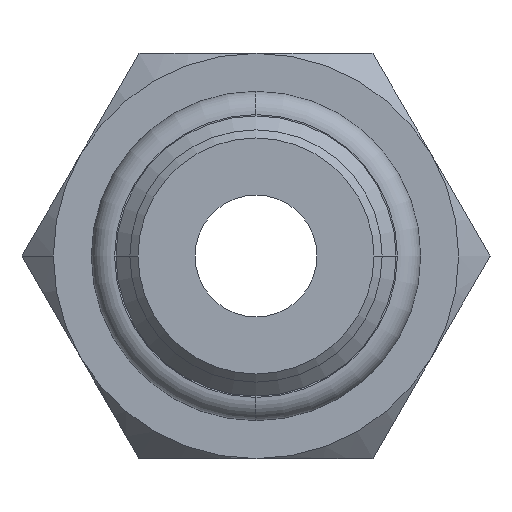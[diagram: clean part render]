
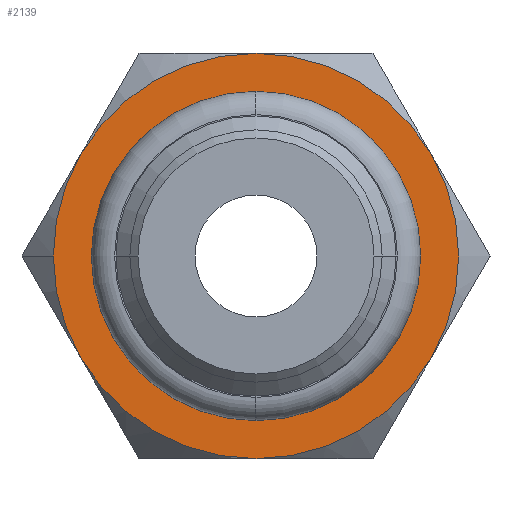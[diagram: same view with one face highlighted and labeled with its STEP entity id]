
A CAD part, left-side view. The second image highlights one B-rep face of the part: STEP entity #2139.
In plain terms, the highlighted planar face has unit normal (-1, 0, 0).
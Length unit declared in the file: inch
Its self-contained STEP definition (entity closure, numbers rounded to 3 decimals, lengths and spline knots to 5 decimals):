
#212=CARTESIAN_POINT('',(0.36,0.,-0.3125));
#326=CARTESIAN_POINT('',(0.36,0.27063,-0.15625));
#440=CARTESIAN_POINT('',(0.36,0.27063,0.15625));
#554=CARTESIAN_POINT('',(0.36,0.,0.3125));
#668=CARTESIAN_POINT('',(0.36,-0.27063,0.15625));
#790=CARTESIAN_POINT('',(0.36,-0.27063,-0.15625));
#1030=CARTESIAN_POINT('',(0.36,0.,0.));
#1031=DIRECTION('',(-1.,0.,0.));
#1032=DIRECTION('',(0.,-0.866,-0.5));
#1033=AXIS2_PLACEMENT_3D('',#1030,#1031,#1032);
#1045=CARTESIAN_POINT('',(0.36,0.,0.));
#1046=DIRECTION('',(-1.,0.,0.));
#1047=DIRECTION('',(0.,1.,0.));
#1048=AXIS2_PLACEMENT_3D('',#1045,#1046,#1047);
#1053=CARTESIAN_POINT('',(0.36,0.,0.));
#1054=DIRECTION('',(1.,0.,0.));
#1055=DIRECTION('',(0.,1.,0.));
#1056=AXIS2_PLACEMENT_3D('',#1053,#1054,#1055);
#1061=CARTESIAN_POINT('',(0.36,0.,0.));
#1062=DIRECTION('',(-1.,0.,0.));
#1063=DIRECTION('',(0.,1.,0.));
#1064=AXIS2_PLACEMENT_3D('',#1061,#1062,#1063);
#1069=CARTESIAN_POINT('',(0.36,0.,0.));
#1070=DIRECTION('',(-1.,0.,0.));
#1071=DIRECTION('',(0.,0.866,0.5));
#1072=AXIS2_PLACEMENT_3D('',#1069,#1070,#1071);
#1077=CARTESIAN_POINT('',(0.36,0.,0.));
#1078=DIRECTION('',(-1.,0.,0.));
#1079=DIRECTION('',(0.,0.,1.));
#1080=AXIS2_PLACEMENT_3D('',#1077,#1078,#1079);
#1085=CARTESIAN_POINT('',(0.36,0.,0.));
#1086=DIRECTION('',(-1.,0.,0.));
#1087=DIRECTION('',(0.,-0.866,0.5));
#1088=AXIS2_PLACEMENT_3D('',#1085,#1086,#1087);
#1093=CARTESIAN_POINT('',(0.36,0.,0.));
#1094=DIRECTION('',(-1.,0.,0.));
#1095=DIRECTION('',(0.,0.,-1.));
#1096=AXIS2_PLACEMENT_3D('',#1093,#1094,#1095);
#1101=CARTESIAN_POINT('',(0.36,0.,0.));
#1102=DIRECTION('',(-1.,0.,0.));
#1103=DIRECTION('',(0.,0.866,-0.5));
#1104=AXIS2_PLACEMENT_3D('',#1101,#1102,#1103);
#1281=CARTESIAN_POINT('',(0.36,0.182,0.));
#1282=VERTEX_POINT('',#1281);
#1289=CARTESIAN_POINT('',(0.36,-0.182,0.));
#1290=VERTEX_POINT('',#1289);
#1348=VERTEX_POINT('',#668);
#1356=VERTEX_POINT('',#790);
#1363=VERTEX_POINT('',#212);
#1370=VERTEX_POINT('',#326);
#1377=VERTEX_POINT('',#440);
#1380=VERTEX_POINT('',#554);
#1381=CARTESIAN_POINT('',(0.36,0.3125,0.));
#1382=VERTEX_POINT('',#1381);
#2118=CARTESIAN_POINT('',(0.36,0.,0.));
#2119=DIRECTION('',(1.,0.,0.));
#2120=DIRECTION('',(0.,-1.,0.));
#2121=AXIS2_PLACEMENT_3D('',#2118,#2119,#2120);
#2122=PLANE('',#2121);
#2124=ORIENTED_EDGE('',*,*,#2123,.F.);
#2125=ORIENTED_EDGE('',*,*,#2111,.F.);
#2126=ORIENTED_EDGE('',*,*,#2100,.F.);
#2127=ORIENTED_EDGE('',*,*,#2087,.F.);
#2128=ORIENTED_EDGE('',*,*,#2062,.F.);
#2129=ORIENTED_EDGE('',*,*,#2076,.F.);
#2130=ORIENTED_EDGE('',*,*,#2052,.F.);
#2131=EDGE_LOOP('',(#2124,#2125,#2126,#2127,#2128,#2129,#2130));
#2132=FACE_OUTER_BOUND('',#2131,.F.);
#2134=ORIENTED_EDGE('',*,*,#2133,.T.);
#2136=ORIENTED_EDGE('',*,*,#2135,.F.);
#2137=EDGE_LOOP('',(#2134,#2136));
#2138=FACE_BOUND('',#2137,.F.);
#1034=CIRCLE('',#1033,0.3125);
#1049=CIRCLE('',#1048,0.182);
#1057=CIRCLE('',#1056,0.182);
#1065=CIRCLE('',#1064,0.3125);
#1073=CIRCLE('',#1072,0.3125);
#1081=CIRCLE('',#1080,0.3125);
#1089=CIRCLE('',#1088,0.3125);
#1097=CIRCLE('',#1096,0.3125);
#1105=CIRCLE('',#1104,0.3125);
#2052=EDGE_CURVE('',#1370,#1363,#1105,.T.);
#2062=EDGE_CURVE('',#1356,#1348,#1034,.T.);
#2076=EDGE_CURVE('',#1363,#1356,#1097,.T.);
#2087=EDGE_CURVE('',#1348,#1380,#1089,.T.);
#2100=EDGE_CURVE('',#1380,#1377,#1081,.T.);
#2111=EDGE_CURVE('',#1377,#1382,#1073,.T.);
#2123=EDGE_CURVE('',#1382,#1370,#1065,.T.);
#2133=EDGE_CURVE('',#1282,#1290,#1049,.T.);
#2135=EDGE_CURVE('',#1282,#1290,#1057,.T.);
#2139=ADVANCED_FACE('',(#2132,#2138),#2122,.F.);
